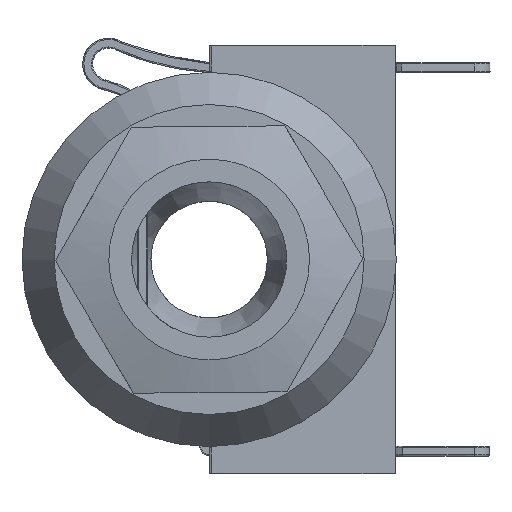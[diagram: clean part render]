
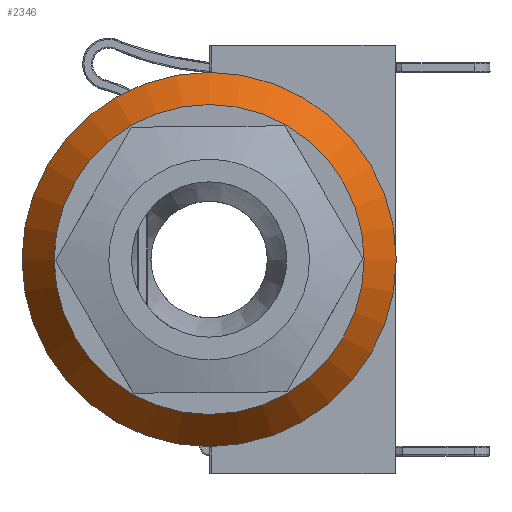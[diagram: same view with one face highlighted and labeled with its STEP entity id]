
A CAD part, left-side view. The second image highlights one B-rep face of the part: STEP entity #2346.
In plain terms, the highlighted conical face has half-angle 34.321 degrees and reference radius 7.267 mm.
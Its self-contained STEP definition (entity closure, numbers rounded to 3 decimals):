
#2346=ADVANCED_FACE('',(#6332,#6334),#6336,.T.);
#6332=FACE_OUTER_BOUND('',#6333,.T.);
#6333=EDGE_LOOP('',(#9487));
#6334=FACE_OUTER_BOUND('',#6335,.T.);
#6335=EDGE_LOOP('',(#9488));
#6336=CONICAL_SURFACE('',#6337,7.267,0.599);
#6337=AXIS2_PLACEMENT_3D('',#6338,#6339,#6340);
#6338=CARTESIAN_POINT('',(0.,0.,1.));
#6339=DIRECTION('',(0.,0.,-1.));
#6340=DIRECTION('',(-1.,0.,0.));
#9487=ORIENTED_EDGE('',*,*,#10577,.F.);
#9488=ORIENTED_EDGE('',*,*,#10579,.F.);
#10577=EDGE_CURVE('',#11717,#11717,#11718,.T.);
#10579=EDGE_CURVE('',#11721,#11721,#11722,.T.);
#11717=VERTEX_POINT('',#25790);
#11718=CIRCLE('',#25791,7.95);
#11721=VERTEX_POINT('',#25800);
#11722=CIRCLE('',#25801,6.585);
#25790=CARTESIAN_POINT('',(7.95,0.,0.));
#25791=AXIS2_PLACEMENT_3D('',#25792,#25793,#25794);
#25792=CARTESIAN_POINT('',(0.,0.,0.));
#25793=DIRECTION('',(-0.,-0.,-1.));
#25794=DIRECTION('',(1.,0.,0.));
#25800=CARTESIAN_POINT('',(6.585,0.,2.));
#25801=AXIS2_PLACEMENT_3D('',#25802,#25803,#25804);
#25802=CARTESIAN_POINT('',(0.,0.,2.));
#25803=DIRECTION('',(0.,0.,1.));
#25804=DIRECTION('',(1.,0.,0.));
